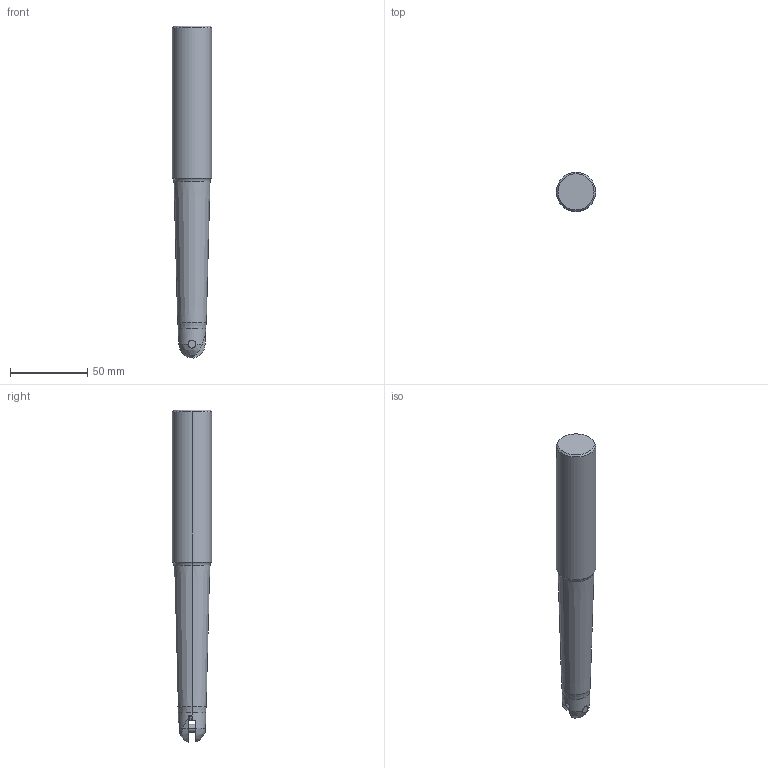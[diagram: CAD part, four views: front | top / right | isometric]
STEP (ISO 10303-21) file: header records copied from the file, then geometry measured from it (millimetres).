
FILE_DESCRIPTION(/* description */ (''),/* implementation_level */ '2;1');
FILE_NAME(/* name */ 'SRFU12S16L.stp',/* time_stamp */ '2017-12-21T10:02:02+09:00',/* author */ (''),/* organization */ (''),/* preprocessor_version */ 'ST-DEVELOPER v16',/* originating_system */ 'SIEMENS PLM Software NX 10.0',/* authorisation */ '');
FILE_SCHEMA (('AUTOMOTIVE_DESIGN { 1 0 10303 214 3 1 1 1 }'));
Length unit declared in the file: millimetre
Products named in the file (1): SRFU12S16L_ASM
Bounding box: 25.4 x 25.4 x 214.83 mm (x, y, z)
Volume: 86122.4 mm3; surface area: 16582.9 mm2
Topology: 2 solids, 2 shells, 78 faces, 200 edges, 127 vertices
Faces by surface type: cylinder 34, plane 22, cone 16, bspline 4, torus 2
Entity records: 2775 total; most frequent: CARTESIAN_POINT 732, DIRECTION 447, ORIENTED_EDGE 400, EDGE_CURVE 200, AXIS2_PLACEMENT_3D 183, VERTEX_POINT 127, CIRCLE 92, EDGE_LOOP 83
